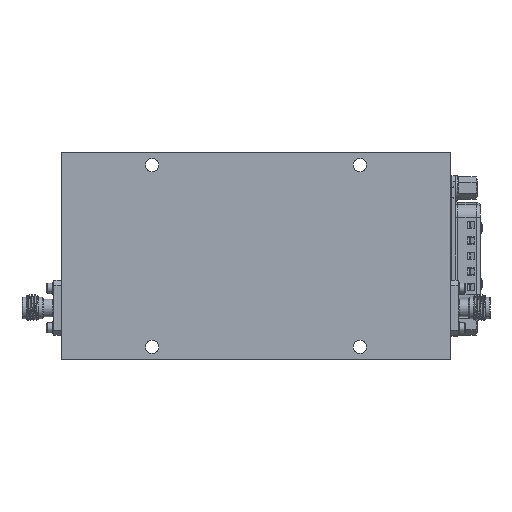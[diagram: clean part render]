
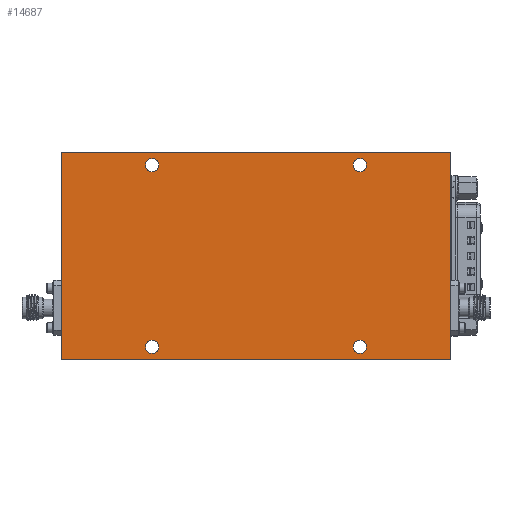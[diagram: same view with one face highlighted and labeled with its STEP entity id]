
A CAD part, front view. The second image highlights one B-rep face of the part: STEP entity #14687.
In plain terms, the highlighted planar face has unit normal (0, -1, 0).
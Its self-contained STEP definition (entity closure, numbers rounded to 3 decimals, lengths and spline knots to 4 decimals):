
#3690 = VECTOR ( 'NONE', #73525, 39.3701 ) ;
#4470 = EDGE_CURVE ( 'NONE', #39334, #39334, #42616, .T. ) ;
#4598 = CARTESIAN_POINT ( 'NONE',  ( 1.875, -0.53, 1. ) ) ;
#5651 = CARTESIAN_POINT ( 'NONE',  ( -1.3536, -0.53, 0.75 ) ) ;
#6303 = FACE_BOUND ( 'NONE', #6653, .T. ) ;
#6653 = EDGE_LOOP ( 'NONE', ( #24062 ) ) ;
#6740 = CARTESIAN_POINT ( 'NONE',  ( -1.875, -0.53, -1. ) ) ;
#7282 = VECTOR ( 'NONE', #18440, 39.3701 ) ;
#8194 = DIRECTION ( 'NONE',  ( 0., -1., 0. ) ) ;
#9624 = VERTEX_POINT ( 'NONE', #108912 ) ;
#11883 = DIRECTION ( 'NONE',  ( 1., 0., 0. ) ) ;
#13927 = AXIS2_PLACEMENT_3D ( 'NONE', #93118, #63470, #22134 ) ;
#14234 = CIRCLE ( 'NONE', #51727, 0.0625 ) ;
#14687 = ADVANCED_FACE ( 'NONE', ( #6303, #125329, #106894, #16828, #56211 ), #117415, .F. ) ;
#15683 = CARTESIAN_POINT ( 'NONE',  ( -1.875, -0.53, -1. ) ) ;
#16828 = FACE_BOUND ( 'NONE', #48786, .T. ) ;
#18440 = DIRECTION ( 'NONE',  ( 0., 0., -1. ) ) ;
#22134 = DIRECTION ( 'NONE',  ( 0., 0., -1. ) ) ;
#23406 = DIRECTION ( 'NONE',  ( 0., -1., 0. ) ) ;
#24062 = ORIENTED_EDGE ( 'NONE', *, *, #50374, .F. ) ;
#24792 = CARTESIAN_POINT ( 'NONE',  ( -1., -0.53, -0.9375 ) ) ;
#28066 = VERTEX_POINT ( 'NONE', #105413 ) ;
#30173 = ORIENTED_EDGE ( 'NONE', *, *, #86346, .F. ) ;
#36868 = CARTESIAN_POINT ( 'NONE',  ( 1., -0.53, -0.875 ) ) ;
#39334 = VERTEX_POINT ( 'NONE', #89339 ) ;
#39426 = CARTESIAN_POINT ( 'NONE',  ( 1.875, -0.53, -1. ) ) ;
#42616 = CIRCLE ( 'NONE', #97250, 0.0625 ) ;
#43806 = EDGE_LOOP ( 'NONE', ( #126007 ) ) ;
#44189 = ORIENTED_EDGE ( 'NONE', *, *, #128121, .F. ) ;
#45151 = EDGE_CURVE ( 'NONE', #126694, #52107, #49376, .T. ) ;
#46362 = DIRECTION ( 'NONE',  ( 0., 1., 0. ) ) ;
#47356 = VECTOR ( 'NONE', #11883, 39.3701 ) ;
#48786 = EDGE_LOOP ( 'NONE', ( #120464 ) ) ;
#49376 = LINE ( 'NONE', #51307, #47356 ) ;
#50374 = EDGE_CURVE ( 'NONE', #86573, #86573, #14234, .T. ) ;
#51307 = CARTESIAN_POINT ( 'NONE',  ( 1.3536, -0.53, 1. ) ) ;
#51727 = AXIS2_PLACEMENT_3D ( 'NONE', #98247, #8194, #79149 ) ;
#52107 = VERTEX_POINT ( 'NONE', #4598 ) ;
#53162 = LINE ( 'NONE', #15683, #3690 ) ;
#55210 = VECTOR ( 'NONE', #90133, 39.3701 ) ;
#55795 = AXIS2_PLACEMENT_3D ( 'NONE', #5651, #46362, #87166 ) ;
#56031 = DIRECTION ( 'NONE',  ( 0., 0., -1. ) ) ;
#56211 = FACE_OUTER_BOUND ( 'NONE', #105405, .T. ) ;
#57214 = DIRECTION ( 'NONE',  ( 0., -1., 0. ) ) ;
#63470 = DIRECTION ( 'NONE',  ( 0., -1., 0. ) ) ;
#72613 = CIRCLE ( 'NONE', #13927, 0.0625 ) ;
#72831 = AXIS2_PLACEMENT_3D ( 'NONE', #73331, #23406, #56031 ) ;
#73331 = CARTESIAN_POINT ( 'NONE',  ( 1., -0.53, 0.875 ) ) ;
#73525 = DIRECTION ( 'NONE',  ( -1., 0., 0. ) ) ;
#75458 = EDGE_LOOP ( 'NONE', ( #119447 ) ) ;
#79149 = DIRECTION ( 'NONE',  ( 0., 0., -1. ) ) ;
#79215 = EDGE_CURVE ( 'NONE', #52107, #28066, #110445, .T. ) ;
#83312 = EDGE_CURVE ( 'NONE', #90470, #90470, #72613, .T. ) ;
#86346 = EDGE_CURVE ( 'NONE', #28066, #118869, #53162, .T. ) ;
#86573 = VERTEX_POINT ( 'NONE', #24792 ) ;
#87166 = DIRECTION ( 'NONE',  ( 0., 0., 1. ) ) ;
#87644 = CIRCLE ( 'NONE', #72831, 0.0625 ) ;
#88871 = EDGE_CURVE ( 'NONE', #9624, #9624, #87644, .T. ) ;
#89339 = CARTESIAN_POINT ( 'NONE',  ( 1., -0.53, -0.9375 ) ) ;
#90133 = DIRECTION ( 'NONE',  ( 0., 0., 1. ) ) ;
#90470 = VERTEX_POINT ( 'NONE', #110837 ) ;
#93118 = CARTESIAN_POINT ( 'NONE',  ( -1., -0.53, 0.875 ) ) ;
#93691 = ORIENTED_EDGE ( 'NONE', *, *, #79215, .F. ) ;
#96046 = DIRECTION ( 'NONE',  ( 0., 0., -1. ) ) ;
#97250 = AXIS2_PLACEMENT_3D ( 'NONE', #36868, #57214, #96046 ) ;
#98247 = CARTESIAN_POINT ( 'NONE',  ( -1., -0.53, -0.875 ) ) ;
#99996 = CARTESIAN_POINT ( 'NONE',  ( -1.875, -0.53, -1. ) ) ;
#105405 = EDGE_LOOP ( 'NONE', ( #44189, #30173, #93691, #110432 ) ) ;
#105413 = CARTESIAN_POINT ( 'NONE',  ( 1.875, -0.53, -1. ) ) ;
#106894 = FACE_BOUND ( 'NONE', #75458, .T. ) ;
#108912 = CARTESIAN_POINT ( 'NONE',  ( 1., -0.53, 0.8125 ) ) ;
#109864 = LINE ( 'NONE', #99996, #55210 ) ;
#110432 = ORIENTED_EDGE ( 'NONE', *, *, #45151, .F. ) ;
#110445 = LINE ( 'NONE', #39426, #7282 ) ;
#110837 = CARTESIAN_POINT ( 'NONE',  ( -1., -0.53, 0.8125 ) ) ;
#117415 = PLANE ( 'NONE',  #55795 ) ;
#118869 = VERTEX_POINT ( 'NONE', #6740 ) ;
#119447 = ORIENTED_EDGE ( 'NONE', *, *, #88871, .F. ) ;
#120464 = ORIENTED_EDGE ( 'NONE', *, *, #83312, .F. ) ;
#125329 = FACE_BOUND ( 'NONE', #43806, .T. ) ;
#126007 = ORIENTED_EDGE ( 'NONE', *, *, #4470, .F. ) ;
#126694 = VERTEX_POINT ( 'NONE', #129904 ) ;
#128121 = EDGE_CURVE ( 'NONE', #118869, #126694, #109864, .T. ) ;
#129904 = CARTESIAN_POINT ( 'NONE',  ( -1.875, -0.53, 1. ) ) ;
